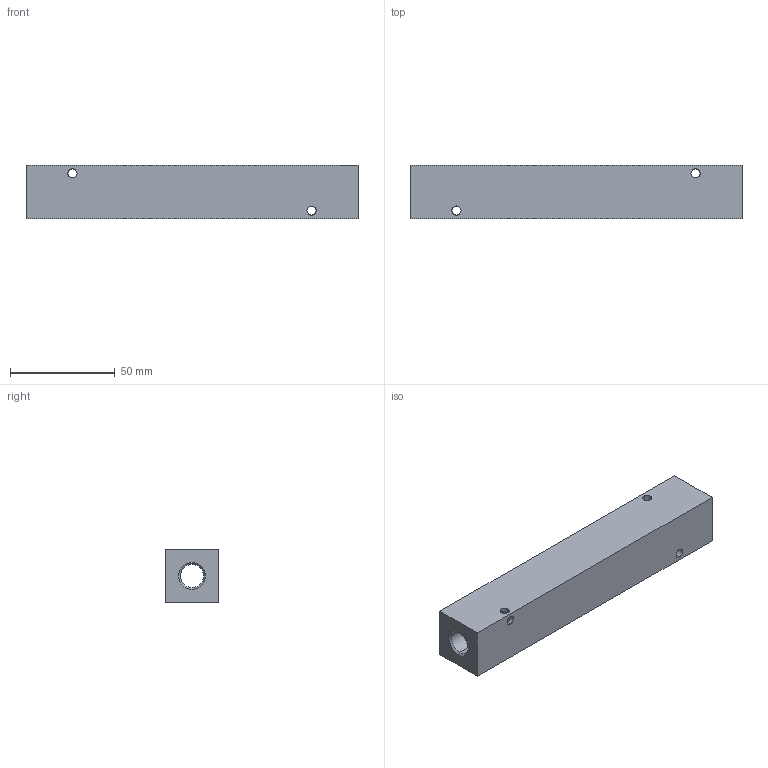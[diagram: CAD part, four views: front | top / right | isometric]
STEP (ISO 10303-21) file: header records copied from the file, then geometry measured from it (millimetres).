
FILE_DESCRIPTION (( 'STEP AP214' ), '1' );
FILE_NAME ('MRN-8CB.step', '2018-10-25T18:29:31', ( '' ), ( '' ), 'SwSTEP 2.0', 'SolidWorks 2018', '' );
FILE_SCHEMA (( 'AUTOMOTIVE_DESIGN' ));
Length unit declared in the file: inch
Products named in the file (1): MRN-8CB
Bounding box: 158.75 x 25.4 x 25.4 mm (x, y, z)
Volume: 81900.7 mm3; surface area: 24522.7 mm2
Topology: 1 solids, 1 shells, 60 faces, 154 edges, 92 vertices
Faces by surface type: cylinder 34, cone 20, plane 6
Entity records: 2474 total; most frequent: CARTESIAN_POINT 963, ORIENTED_EDGE 308, DIRECTION 300, EDGE_CURVE 154, AXIS2_PLACEMENT_3D 117, VERTEX_POINT 92, EDGE_LOOP 86, LINE 66
